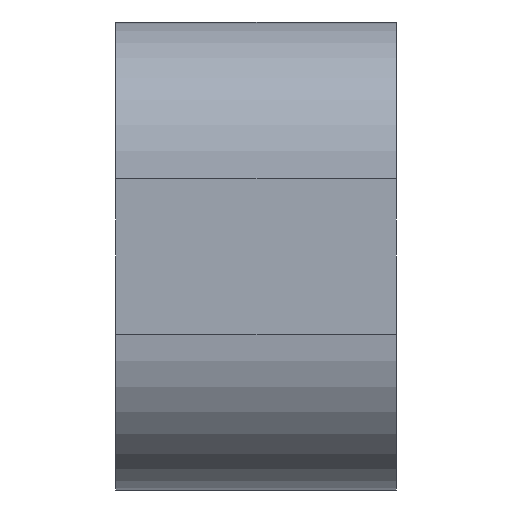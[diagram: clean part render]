
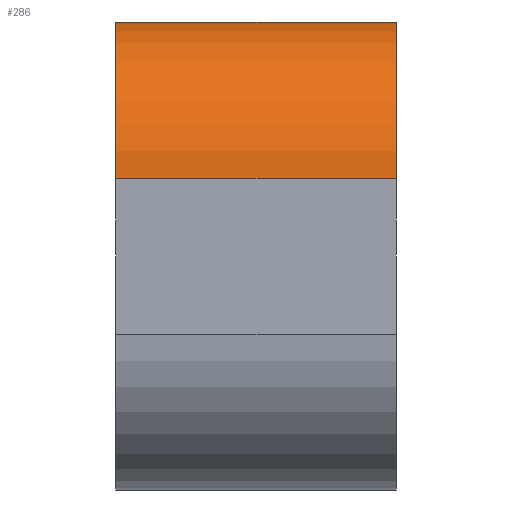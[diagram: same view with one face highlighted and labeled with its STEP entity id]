
A CAD part, left-side view. The second image highlights one B-rep face of the part: STEP entity #286.
In plain terms, the highlighted cylindrical face has radius 5 mm (diameter 10 mm), a partial arc.
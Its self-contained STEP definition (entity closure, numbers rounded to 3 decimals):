
#15 = DIRECTION ( 'NONE',  ( 0., 0., 1. ) ) ;
#17 = DIRECTION ( 'NONE',  ( 0., 1., 0. ) ) ;
#21 = LINE ( 'NONE', #204, #300 ) ;
#24 = CARTESIAN_POINT ( 'NONE',  ( -38.75, 9., 2.5 ) ) ;
#46 = CIRCLE ( 'NONE', #326, 5. ) ;
#59 = EDGE_CURVE ( 'NONE', #399, #249, #87, .T. ) ;
#87 = CIRCLE ( 'NONE', #155, 5. ) ;
#88 = CARTESIAN_POINT ( 'NONE',  ( -33.75, 0., 2.5 ) ) ;
#115 = CARTESIAN_POINT ( 'NONE',  ( -33.75, 0., 7.5 ) ) ;
#123 = ORIENTED_EDGE ( 'NONE', *, *, #411, .F. ) ;
#145 = EDGE_LOOP ( 'NONE', ( #123, #420, #245, #467 ) ) ;
#151 = DIRECTION ( 'NONE',  ( 0., 1., 0. ) ) ;
#155 = AXIS2_PLACEMENT_3D ( 'NONE', #88, #419, #244 ) ;
#176 = CARTESIAN_POINT ( 'NONE',  ( -33.75, 0., 7.5 ) ) ;
#191 = CYLINDRICAL_SURFACE ( 'NONE', #296, 5. ) ;
#197 = VERTEX_POINT ( 'NONE', #24 ) ;
#199 = CARTESIAN_POINT ( 'NONE',  ( -33.75, 9., 7.5 ) ) ;
#201 = CARTESIAN_POINT ( 'NONE',  ( -33.75, 9., 2.5 ) ) ;
#204 = CARTESIAN_POINT ( 'NONE',  ( -38.75, 9., 2.5 ) ) ;
#221 = FACE_OUTER_BOUND ( 'NONE', #145, .T. ) ;
#244 = DIRECTION ( 'NONE',  ( 0., 0., 1. ) ) ;
#245 = ORIENTED_EDGE ( 'NONE', *, *, #59, .F. ) ;
#248 = LINE ( 'NONE', #176, #354 ) ;
#249 = VERTEX_POINT ( 'NONE', #443 ) ;
#260 = CARTESIAN_POINT ( 'NONE',  ( -33.75, 9., 2.5 ) ) ;
#267 = DIRECTION ( 'NONE',  ( 0., 1., 0. ) ) ;
#285 = DIRECTION ( 'NONE',  ( 0., -1., 0. ) ) ;
#286 = ADVANCED_FACE ( 'NONE', ( #221 ), #191, .T. ) ;
#296 = AXIS2_PLACEMENT_3D ( 'NONE', #260, #151, #414 ) ;
#300 = VECTOR ( 'NONE', #17, 1000. ) ;
#326 = AXIS2_PLACEMENT_3D ( 'NONE', #201, #267, #15 ) ;
#354 = VECTOR ( 'NONE', #285, 1000. ) ;
#399 = VERTEX_POINT ( 'NONE', #115 ) ;
#411 = EDGE_CURVE ( 'NONE', #197, #442, #46, .T. ) ;
#414 = DIRECTION ( 'NONE',  ( 0., 0., 1. ) ) ;
#419 = DIRECTION ( 'NONE',  ( 0., -1., 0. ) ) ;
#420 = ORIENTED_EDGE ( 'NONE', *, *, #461, .F. ) ;
#442 = VERTEX_POINT ( 'NONE', #199 ) ;
#443 = CARTESIAN_POINT ( 'NONE',  ( -38.75, 0., 2.5 ) ) ;
#461 = EDGE_CURVE ( 'NONE', #249, #197, #21, .T. ) ;
#467 = ORIENTED_EDGE ( 'NONE', *, *, #469, .F. ) ;
#469 = EDGE_CURVE ( 'NONE', #442, #399, #248, .T. ) ;
